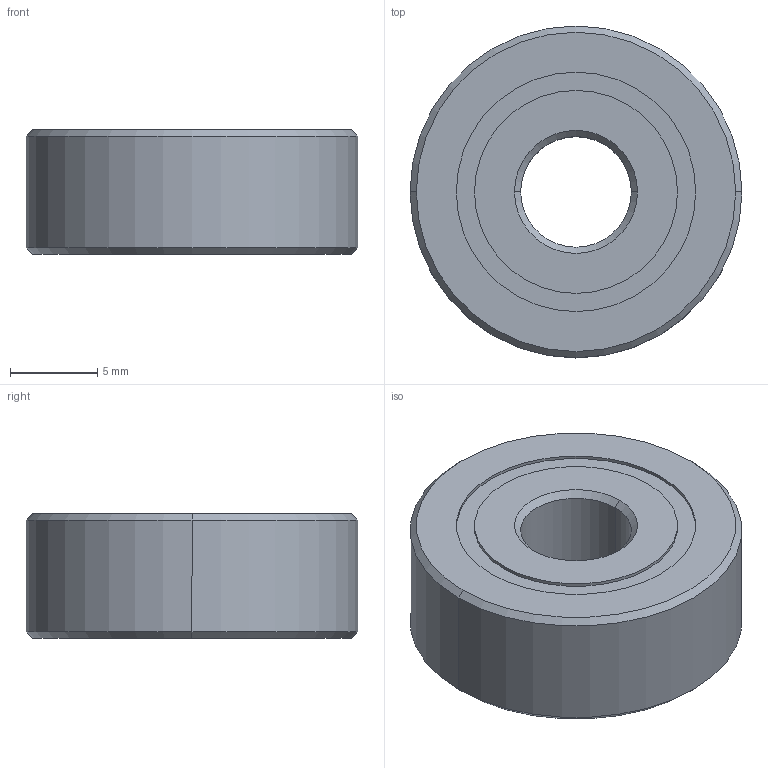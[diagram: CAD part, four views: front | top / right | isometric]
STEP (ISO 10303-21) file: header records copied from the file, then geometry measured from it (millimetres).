
FILE_DESCRIPTION (( 'STEP AP203' ), '1' );
FILE_NAME ('60355K44.STEP', '2017-08-21T15:11:27', ( '' ), ( '' ), 'SwSTEP 2.0', 'SolidWorks 2016', '' );
FILE_SCHEMA (( 'CONFIG_CONTROL_DESIGN' ));
Length unit declared in the file: inch
Products named in the file (1): 60355K44
Bounding box: 19.05 x 19.05 x 7.14 mm (x, y, z)
Volume: 1588.8 mm3; surface area: 2333.3 mm2
Topology: 12 solids, 12 shells, 58 faces, 140 edges, 90 vertices
Faces by surface type: cylinder 20, sphere 16, cone 8, plane 8, torus 6
Entity records: 1493 total; most frequent: DIRECTION 290, CARTESIAN_POINT 225, ORIENTED_EDGE 200, AXIS2_PLACEMENT_3D 131, EDGE_CURVE 100, CIRCLE 72, EDGE_LOOP 66, VERTEX_POINT 66
